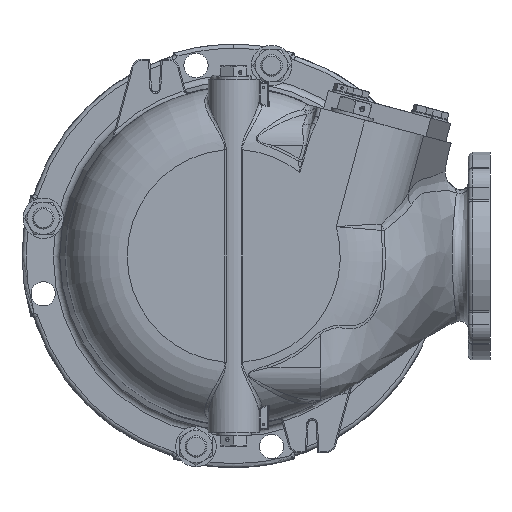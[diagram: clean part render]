
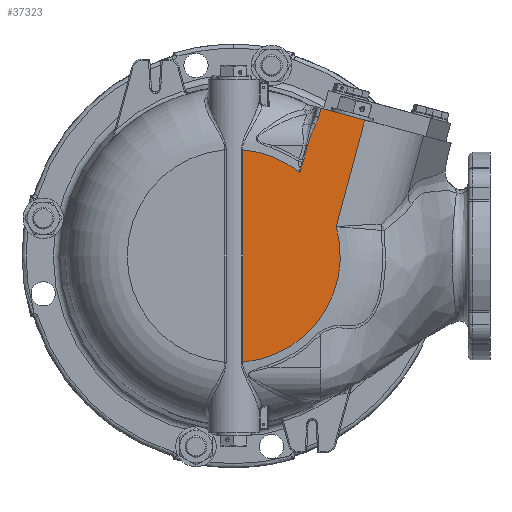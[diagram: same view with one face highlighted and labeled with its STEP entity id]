
A CAD part, front view. The second image highlights one B-rep face of the part: STEP entity #37323.
In plain terms, the highlighted planar face has unit normal (0, -1, 0).
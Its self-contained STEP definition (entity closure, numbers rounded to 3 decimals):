
#1830 = CARTESIAN_POINT ( 'NONE',  ( 0., -270., 0. ) ) ;
#1831 = DIRECTION ( 'NONE',  ( 0., 1., 0. ) ) ;
#1832 = DIRECTION ( 'NONE',  ( 0., 0., 1. ) ) ;
#3195 = AXIS2_PLACEMENT_3D ( 'NONE', #75735, #75737, #75739 ) ;
#7463 = EDGE_CURVE ( 'NONE', #63530, #41913, #32277, .T. ) ;
#15312 = EDGE_LOOP ( 'NONE', ( #77623, #77948, #76772, #77532, #76760, #77723, #77777, #77773, #76761, #77914, #77733 ) ) ;
#21286 = AXIS2_PLACEMENT_3D ( 'NONE', #45075, #45337, #44896 ) ;
#29000 = CARTESIAN_POINT ( 'NONE',  ( 51.79, -270., 71.048 ) ) ;
#29103 = CARTESIAN_POINT ( 'NONE',  ( 75.959, -270., 21.709 ) ) ;
#29109 = CARTESIAN_POINT ( 'NONE',  ( 6.557, -270., -78.727 ) ) ;
#30001 = CARTESIAN_POINT ( 'NONE',  ( 60.764, -270., 97.568 ) ) ;
#30003 = CARTESIAN_POINT ( 'NONE',  ( 62.906, -270., 102.854 ) ) ;
#30341 = CARTESIAN_POINT ( 'NONE',  ( 54.497, -270., 81.151 ) ) ;
#32264 = VECTOR ( 'NONE', #58569, 1000. ) ;
#32277 = LINE ( 'NONE', #58565, #32264 ) ;
#32826 = EDGE_CURVE ( 'NONE', #63059, #63518, #86728, .T. ) ;
#32831 = EDGE_CURVE ( 'NONE', #39163, #63059, #86731, .T. ) ;
#32835 = EDGE_CURVE ( 'NONE', #42190, #39163, #105214, .T. ) ;
#32842 = EDGE_CURVE ( 'NONE', #41911, #42190, #86732, .T. ) ;
#32843 = EDGE_CURVE ( 'NONE', #41913, #41911, #86733, .T. ) ;
#33827 = EDGE_CURVE ( 'NONE', #63728, #63530, #101239, .T. ) ;
#33839 = EDGE_CURVE ( 'NONE', #63206, #63518, #101314, .T. ) ;
#33842 = EDGE_CURVE ( 'NONE', #63206, #41073, #101309, .T. ) ;
#33843 = EDGE_CURVE ( 'NONE', #41069, #63728, #101323, .T. ) ;
#37323 = ADVANCED_FACE ( 'NONE', ( #96644 ), #44746, .T. ) ;
#39163 = VERTEX_POINT ( 'NONE', #29000 ) ;
#41069 = VERTEX_POINT ( 'NONE', #29103 ) ;
#41073 = VERTEX_POINT ( 'NONE', #29109 ) ;
#41911 = VERTEX_POINT ( 'NONE', #30001 ) ;
#41913 = VERTEX_POINT ( 'NONE', #30003 ) ;
#42190 = VERTEX_POINT ( 'NONE', #30341 ) ;
#44746 = PLANE ( 'NONE',  #21286 ) ;
#44896 = DIRECTION ( 'NONE',  ( 0., 0., -1. ) ) ;
#45075 = CARTESIAN_POINT ( 'NONE',  ( 0., -270., 0. ) ) ;
#45337 = DIRECTION ( 'NONE',  ( 0., -1., 0. ) ) ;
#49660 = EDGE_CURVE ( 'NONE', #41069, #41073, #84796, .T. ) ;
#58565 = CARTESIAN_POINT ( 'NONE',  ( 32.978, -270., -8.836 ) ) ;
#58569 = DIRECTION ( 'NONE',  ( -0.259, 0., -0.966 ) ) ;
#61093 = AXIS2_PLACEMENT_3D ( 'NONE', #1830, #1831, #1832 ) ;
#63059 = VERTEX_POINT ( 'NONE', #103326 ) ;
#63206 = VERTEX_POINT ( 'NONE', #103418 ) ;
#63518 = VERTEX_POINT ( 'NONE', #103633 ) ;
#63530 = VERTEX_POINT ( 'NONE', #103641 ) ;
#63728 = VERTEX_POINT ( 'NONE', #103795 ) ;
#66257 = CARTESIAN_POINT ( 'NONE',  ( 60.764, -270., 97.568 ) ) ;
#66259 = CARTESIAN_POINT ( 'NONE',  ( 62.906, -270., 102.854 ) ) ;
#66296 = CARTESIAN_POINT ( 'NONE',  ( 61.67, -270., 99.252 ) ) ;
#66298 = CARTESIAN_POINT ( 'NONE',  ( 60.764, -270., 97.568 ) ) ;
#66300 = CARTESIAN_POINT ( 'NONE',  ( 62.41, -270., 101.004 ) ) ;
#66303 = CARTESIAN_POINT ( 'NONE',  ( 54.497, -270., 81.151 ) ) ;
#66305 = CARTESIAN_POINT ( 'NONE',  ( 54.877, -270., 82.57 ) ) ;
#66306 = CARTESIAN_POINT ( 'NONE',  ( 55.311, -270., 83.975 ) ) ;
#66307 = CARTESIAN_POINT ( 'NONE',  ( 56.248, -270., 86.755 ) ) ;
#66308 = CARTESIAN_POINT ( 'NONE',  ( 59.181, -270., 94.257 ) ) ;
#66309 = CARTESIAN_POINT ( 'NONE',  ( 56.746, -270., 88.132 ) ) ;
#66310 = CARTESIAN_POINT ( 'NONE',  ( 57.784, -270., 90.872 ) ) ;
#66311 = CARTESIAN_POINT ( 'NONE',  ( 58.323, -270., 92.234 ) ) ;
#66312 = CARTESIAN_POINT ( 'NONE',  ( 59.476, -270., 94.928 ) ) ;
#66313 = CARTESIAN_POINT ( 'NONE',  ( 60.093, -270., 96.259 ) ) ;
#66314 = CARTESIAN_POINT ( 'NONE',  ( 60.414, -270., 96.919 ) ) ;
#66353 = DIRECTION ( 'NONE',  ( -0.259, 0., -0.966 ) ) ;
#66357 = CARTESIAN_POINT ( 'NONE',  ( 51.79, -270., 71.048 ) ) ;
#66366 = CARTESIAN_POINT ( 'NONE',  ( 51.573, -270., 70.288 ) ) ;
#66368 = CARTESIAN_POINT ( 'NONE',  ( 51.449, -270., 69.913 ) ) ;
#66371 = CARTESIAN_POINT ( 'NONE',  ( 51.687, -270., 70.666 ) ) ;
#66382 = CARTESIAN_POINT ( 'NONE',  ( 51.79, -270., 71.048 ) ) ;
#66419 = CARTESIAN_POINT ( 'NONE',  ( 48.871, -270., 62.069 ) ) ;
#66420 = CARTESIAN_POINT ( 'NONE',  ( 48.877, -270., 62.087 ) ) ;
#66421 = CARTESIAN_POINT ( 'NONE',  ( 48.883, -270., 62.105 ) ) ;
#66422 = CARTESIAN_POINT ( 'NONE',  ( 48.889, -270., 62.124 ) ) ;
#66423 = CARTESIAN_POINT ( 'NONE',  ( 48.941, -270., 62.281 ) ) ;
#66424 = CARTESIAN_POINT ( 'NONE',  ( 48.992, -270., 62.439 ) ) ;
#66425 = CARTESIAN_POINT ( 'NONE',  ( 49.044, -270., 62.597 ) ) ;
#66426 = CARTESIAN_POINT ( 'NONE',  ( 49.416, -270., 63.738 ) ) ;
#66427 = CARTESIAN_POINT ( 'NONE',  ( 49.789, -270., 64.879 ) ) ;
#66428 = CARTESIAN_POINT ( 'NONE',  ( 50.164, -270., 66.02 ) ) ;
#66429 = CARTESIAN_POINT ( 'NONE',  ( 50.59, -270., 67.318 ) ) ;
#66431 = CARTESIAN_POINT ( 'NONE',  ( 51.018, -270., 68.616 ) ) ;
#66441 = CARTESIAN_POINT ( 'NONE',  ( 51.449, -270., 69.913 ) ) ;
#74085 = CARTESIAN_POINT ( 'NONE',  ( 31.723, -270., 118.394 ) ) ;
#75687 = CARTESIAN_POINT ( 'NONE',  ( -133904.944, -270., -500001.827 ) ) ;
#75689 = DIRECTION ( 'NONE',  ( 0.259, 0., 0.966 ) ) ;
#75706 = DIRECTION ( 'NONE',  ( 0., 0., -1. ) ) ;
#75717 = CARTESIAN_POINT ( 'NONE',  ( 6.557, -270., -78.765 ) ) ;
#75735 = CARTESIAN_POINT ( 'NONE',  ( 0., -270., 0. ) ) ;
#75737 = DIRECTION ( 'NONE',  ( 0., 1., 0. ) ) ;
#75739 = DIRECTION ( 'NONE',  ( 0., 0., 1. ) ) ;
#75784 = DIRECTION ( 'NONE',  ( -0.966, 0., 0.259 ) ) ;
#76760 = ORIENTED_EDGE ( 'NONE', *, *, #33827, .T. ) ;
#76761 = ORIENTED_EDGE ( 'NONE', *, *, #32835, .T. ) ;
#76772 = ORIENTED_EDGE ( 'NONE', *, *, #49660, .F. ) ;
#77532 = ORIENTED_EDGE ( 'NONE', *, *, #33843, .T. ) ;
#77623 = ORIENTED_EDGE ( 'NONE', *, *, #33839, .F. ) ;
#77723 = ORIENTED_EDGE ( 'NONE', *, *, #7463, .T. ) ;
#77733 = ORIENTED_EDGE ( 'NONE', *, *, #32826, .T. ) ;
#77773 = ORIENTED_EDGE ( 'NONE', *, *, #32842, .T. ) ;
#77777 = ORIENTED_EDGE ( 'NONE', *, *, #32843, .T. ) ;
#77914 = ORIENTED_EDGE ( 'NONE', *, *, #32831, .T. ) ;
#77948 = ORIENTED_EDGE ( 'NONE', *, *, #33842, .T. ) ;
#84796 = CIRCLE ( 'NONE', #61093, 79. ) ;
#86728 = B_SPLINE_CURVE_WITH_KNOTS ( 'NONE', 3,
 ( #66441, #66431, #66429, #66428, #66427, #66426, #66425, #66424, #66423, #66422, #66421, #66420, #66419 ),
 .UNSPECIFIED., .F., .F.,
 ( 4, 3, 3, 3, 4 ),
 ( 0., 0.004, 0.008, 0.008, 0.008 ),
 .UNSPECIFIED. ) ;
#86731 = B_SPLINE_CURVE_WITH_KNOTS ( 'NONE', 3,
 ( #66382, #66371, #66366, #66368 ),
 .UNSPECIFIED., .F., .F.,
 ( 4, 4 ),
 ( 0., 0.001 ),
 .UNSPECIFIED. ) ;
#86732 = B_SPLINE_CURVE_WITH_KNOTS ( 'NONE', 3,
 ( #66257, #66314, #66313, #66312, #66308, #66311, #66310, #66309, #66307, #66306, #66305, #66303 ),
 .UNSPECIFIED., .F., .F.,
 ( 4, 2, 2, 2, 2, 4 ),
 ( 0., 0.002, 0.004, 0.009, 0.013, 0.018 ),
 .UNSPECIFIED. ) ;
#86733 = B_SPLINE_CURVE_WITH_KNOTS ( 'NONE', 3,
 ( #66259, #66300, #66296, #66298 ),
 .UNSPECIFIED., .F., .F.,
 ( 4, 4 ),
 ( 0., 0.006 ),
 .UNSPECIFIED. ) ;
#96644 = FACE_OUTER_BOUND ( 'NONE', #15312, .T. ) ;
#101239 = LINE ( 'NONE', #74085, #101274 ) ;
#101274 = VECTOR ( 'NONE', #75784, 1000. ) ;
#101306 = VECTOR ( 'NONE', #75706, 1000. ) ;
#101309 = LINE ( 'NONE', #75717, #101306 ) ;
#101314 = CIRCLE ( 'NONE', #3195, 79. ) ;
#101323 = LINE ( 'NONE', #75687, #101324 ) ;
#101324 = VECTOR ( 'NONE', #75689, 1000. ) ;
#103326 = CARTESIAN_POINT ( 'NONE',  ( 51.449, -270., 69.913 ) ) ;
#103418 = CARTESIAN_POINT ( 'NONE',  ( 6.557, -270., 78.727 ) ) ;
#103633 = CARTESIAN_POINT ( 'NONE',  ( 48.871, -270., 62.069 ) ) ;
#103641 = CARTESIAN_POINT ( 'NONE',  ( 64.702, -270., 109.557 ) ) ;
#103795 = CARTESIAN_POINT ( 'NONE',  ( 97.167, -270., 100.858 ) ) ;
#105214 = LINE ( 'NONE', #66357, #105223 ) ;
#105223 = VECTOR ( 'NONE', #66353, 1000. ) ;
